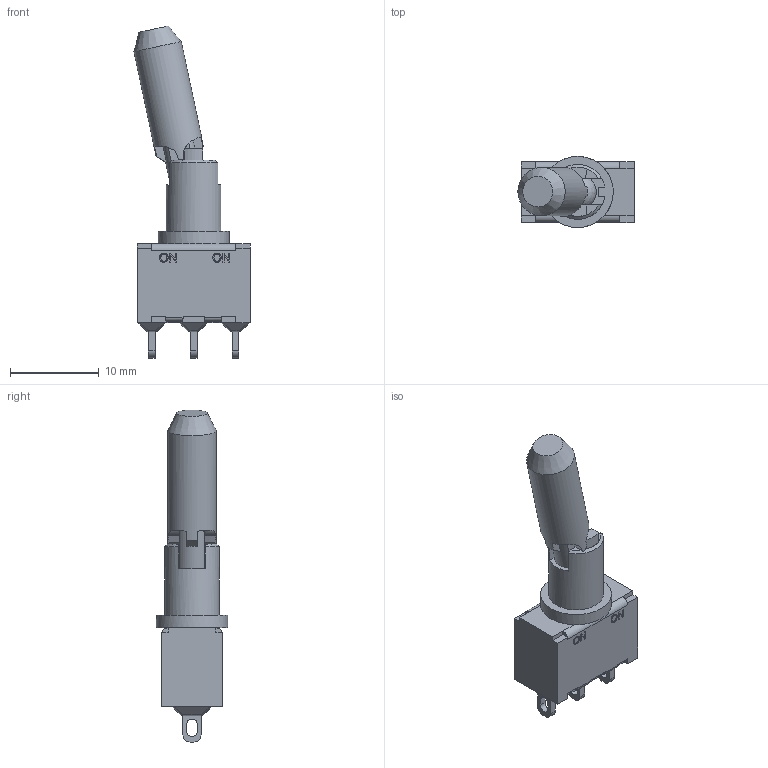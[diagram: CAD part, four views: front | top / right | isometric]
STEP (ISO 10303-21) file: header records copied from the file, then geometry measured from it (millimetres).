
FILE_DESCRIPTION((' '),'2;1');
FILE_NAME('100SPxK2B25M1xE.stp','2017-07-28T09:40:25',(' '),(' '),' ','ACIS',' ');
FILE_SCHEMA(('CONFIG_CONTROL_DESIGN'));
Length unit declared in the file: inch
Products named in the file (1): 100SPxK2B25M1xE.stp
Bounding box: 13.07 x 8 x 37.33 mm (x, y, z)
Volume: 1345.2 mm3; surface area: 1294 mm2
Topology: 1 solids, 1 shells, 284 faces, 733 edges, 466 vertices
Faces by surface type: plane 191, cylinder 61, bspline 16, sphere 13, cone 3
Full cylindrical faces by diameter (mm): 1.5 x1, 4.2 x1, 5.44 x1, 8 x1
Entity records: 8778 total; most frequent: CARTESIAN_POINT 1830, ORIENTED_EDGE 1442, DIRECTION 1363, EDGE_CURVE 721, VECTOR 521, LINE 521, VERTEX_POINT 460, AXIS2_PLACEMENT_3D 421
